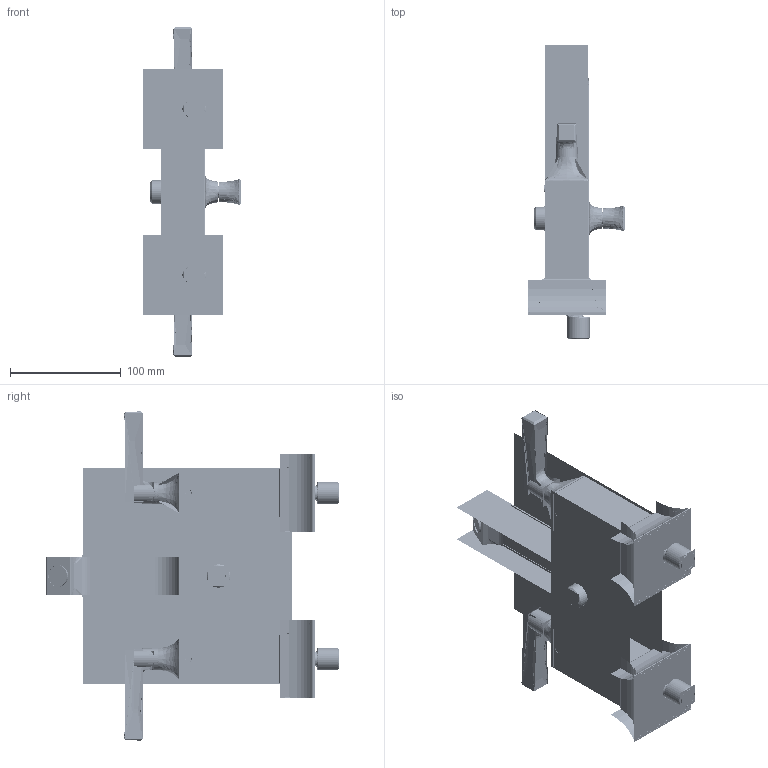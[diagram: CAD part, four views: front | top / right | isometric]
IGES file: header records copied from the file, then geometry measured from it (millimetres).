
Start section:  PTC IGES file: 3D_FFAS1611-609500BC0_D0.igs
Global section: file name: 3D_FFAS1611-609500BC0_D0.igs; native system: Creo Parametric by PTC Inc.; preprocessor: 2019224; author: 10114256; organization: Unknown; date: 20201204.104849; units: inch
Bounding box: 89.44 x 265.75 x 297.55 mm (x, y, z)
Surface area: 631563.9 mm2 (no closed solid volume)
Topology: 0 solids, 0 shells, 5292 faces, 76673 edges, 101967 vertices
Faces by surface type: revolution 2662, bspline 2562, extrusion 68
